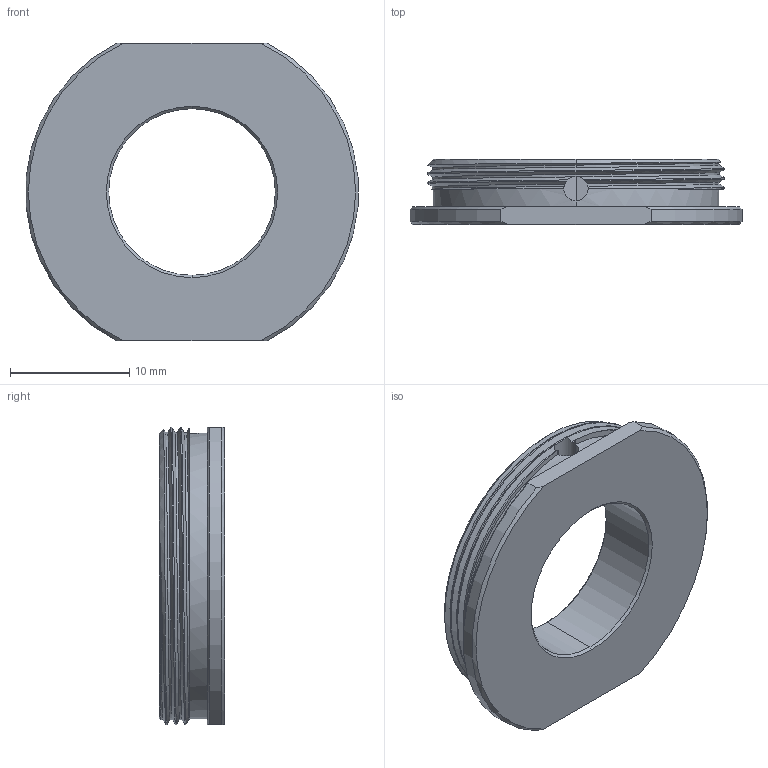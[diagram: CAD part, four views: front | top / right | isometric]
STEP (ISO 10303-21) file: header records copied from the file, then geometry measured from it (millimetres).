
FILE_DESCRIPTION (( 'STEP AP214' ), '1' );
FILE_NAME ('D14-TO-CS-ADAPTER_LP0335_P2002B.STEP', '', ( '' ), ( '' ), '', '', '' );
FILE_SCHEMA (( 'AUTOMOTIVE_DESIGN' ));
Length unit declared in the file: millimetre
Products named in the file (1): LP0292_P2002B
Bounding box: 27.9 x 5.47 x 25 mm (x, y, z)
Volume: 1860.8 mm3; surface area: 1679.3 mm2
Topology: 1 solids, 1 shells, 44 faces, 125 edges, 82 vertices
Faces by surface type: cylinder 22, cone 10, plane 7, bspline 5
Entity records: 2630 total; most frequent: CARTESIAN_POINT 1565, ORIENTED_EDGE 250, DIRECTION 170, EDGE_CURVE 125, VERTEX_POINT 82, AXIS2_PLACEMENT_3D 67, EDGE_LOOP 47, ADVANCED_FACE 44
